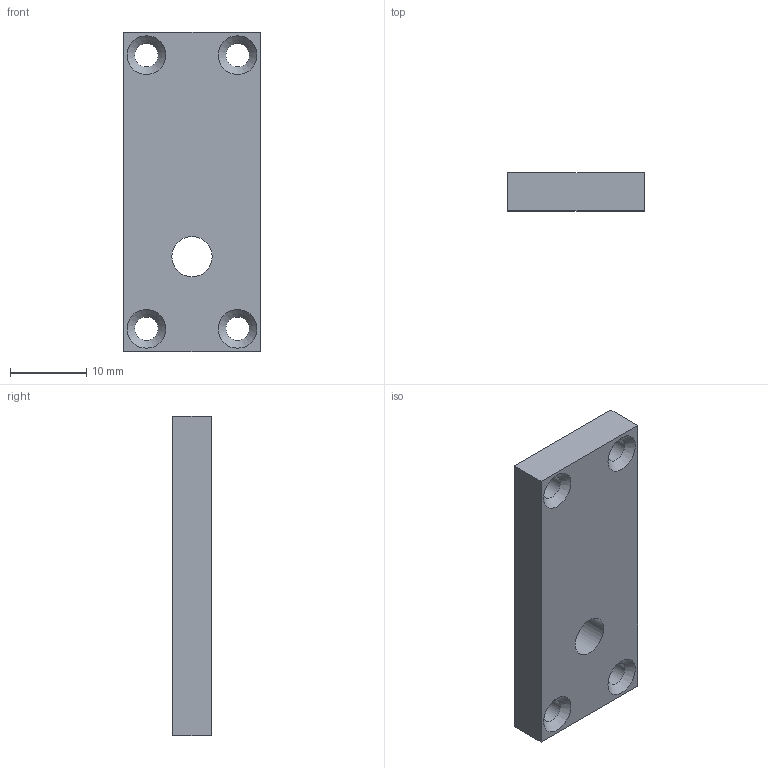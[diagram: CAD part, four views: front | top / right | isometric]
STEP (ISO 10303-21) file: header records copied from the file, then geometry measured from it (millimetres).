
FILE_DESCRIPTION(('HOOPS Exchange Step'),'2;1');
FILE_NAME('temp_export','2024-03-08T18:50:00-05:00',('mobile'),('Shapr3D Limited'),'HOOPS Exchange 2023.2','Shapr3D','Authorized');
FILE_SCHEMA( ('AUTOMOTIVE_DESIGN { 1 0 10303 214 1 1 1 1 }') );
Length unit declared in the file: millimetre
Products named in the file (4): Parts; Front Tensioners.step; Full.step; root
Assembly tree (3 placements, depth 4):
  root
    Full.step
      Front Tensioners.step
        Parts
Bounding box: 18 x 5 x 42 mm (x, y, z)
Volume: 3495.1 mm3; surface area: 2267.9 mm2
Topology: 1 solids, 1 shells, 15 faces, 43 edges, 30 vertices
Faces by surface type: plane 6, cylinder 5, cone 4
Full cylindrical faces by diameter (mm): 3.1 x4, 5.3 x1
Entity records: 612 total; most frequent: DIRECTION 103, CARTESIAN_POINT 92, ORIENTED_EDGE 86, EDGE_CURVE 43, AXIS2_PLACEMENT_3D 41, VERTEX_POINT 30, EDGE_LOOP 25, FACE_BOUND 25
